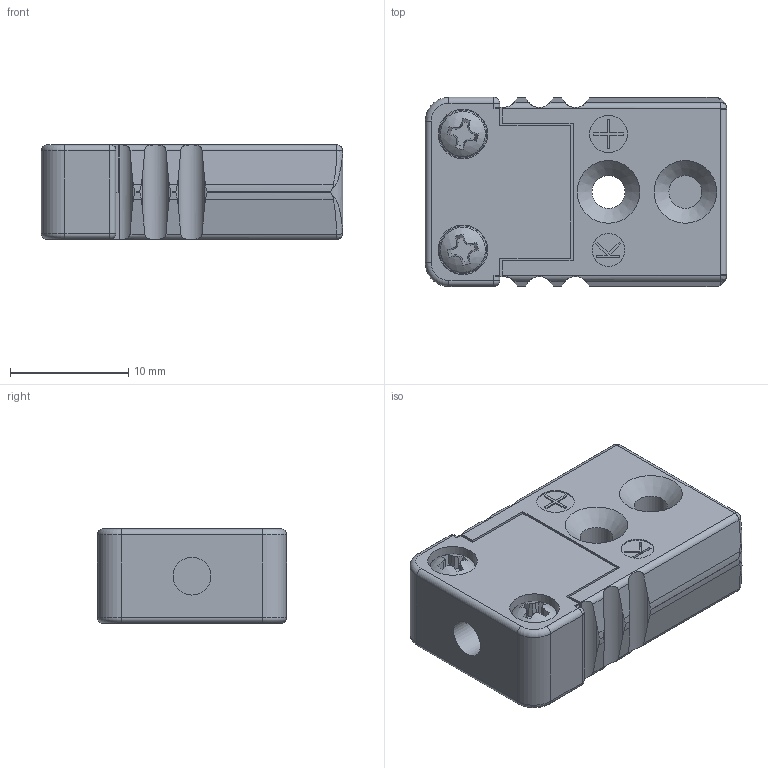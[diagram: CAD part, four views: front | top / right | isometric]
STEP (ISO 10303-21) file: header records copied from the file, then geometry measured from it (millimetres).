
FILE_DESCRIPTION (( 'STEP AP214' ), '1' );
FILE_NAME ('11438-206-Brown-Miniature HTP inline socket.STEP', '2025-12-05T07:30:40', ( '' ), ( '' ), 'SwSTEP 2.0', 'SolidWorks 2014', '' );
FILE_SCHEMA (( 'AUTOMOTIVE_DESIGN' ));
Length unit declared in the file: millimetre
Products named in the file (5): 11438-206-Brown-Miniature HTP inline socket; 118-Miniature HTP inline socket_Brown; 119-HTP plug Connector Negative; pan_head_phillip_mc_screw_m2_6.2mm Thread; 120-HTP plug Connector Positive
Assembly tree (5 placements, depth 2):
  11438-206-Brown-Miniature HTP inline socket
    118-Miniature HTP inline socket_Brown
    pan_head_phillip_mc_screw_m2_6.2mm Thread  x2
    119-HTP plug Connector Negative
    120-HTP plug Connector Positive
Bounding box: 25.5 x 16 x 8.02 mm (x, y, z)
Volume: 2695.9 mm3; surface area: 2559.8 mm2
Topology: 6 solids, 6 shells, 283 faces, 957 edges, 695 vertices
Faces by surface type: plane 137, cylinder 77, bspline 38, cone 13, torus 12, sphere 6
Full cylindrical faces by diameter (mm): 2.2 x2, 2.78 x1, 2.8 x2, 3.18 x1, 3.2 x1, 4 x2, 4.2 x2
Entity records: 107748 total; most frequent: CARTESIAN_POINT 101505, ORIENTED_EDGE 1422, DIRECTION 1038, EDGE_CURVE 711, VERTEX_POINT 508, AXIS2_PLACEMENT_3D 356, VECTOR 326, LINE 326
